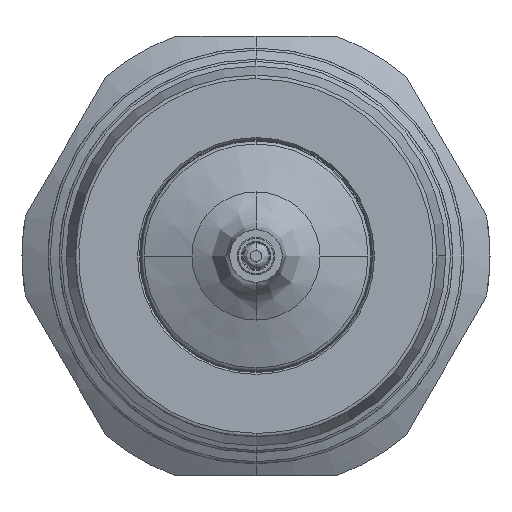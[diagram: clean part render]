
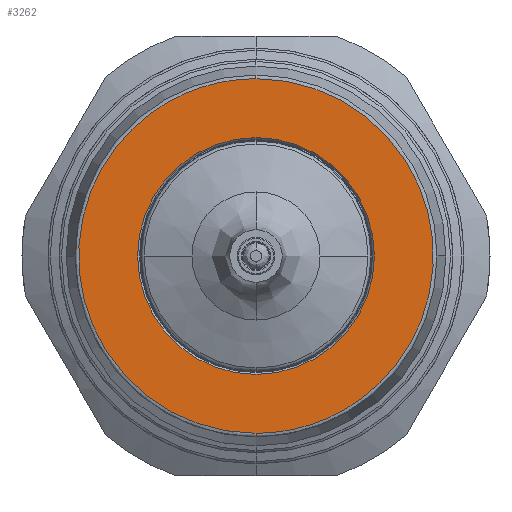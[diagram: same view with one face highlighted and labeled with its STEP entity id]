
A CAD part, left-side view. The second image highlights one B-rep face of the part: STEP entity #3262.
In plain terms, the highlighted planar face has unit normal (-1, 0, 0).
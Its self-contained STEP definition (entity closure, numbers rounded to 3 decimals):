
#204 = CARTESIAN_POINT ( 'NONE',  ( -54., 0., 0. ) ) ;
#205 = DIRECTION ( 'NONE',  ( -1., 0., 0. ) ) ;
#206 = DIRECTION ( 'NONE',  ( 0., -1., 0. ) ) ;
#258 = CARTESIAN_POINT ( 'NONE',  ( -54., 0., -18.568 ) ) ;
#259 = CARTESIAN_POINT ( 'NONE',  ( -54., 37.137, -18.568 ) ) ;
#260 = CARTESIAN_POINT ( 'NONE',  ( -54., 37.137, 18.568 ) ) ;
#261 = CARTESIAN_POINT ( 'NONE',  ( -54., 0., 18.568 ) ) ;
#265 = CARTESIAN_POINT ( 'NONE',  ( -54., 0., 0. ) ) ;
#266 = DIRECTION ( 'NONE',  ( -1., 0., 0. ) ) ;
#267 = DIRECTION ( 'NONE',  ( 0., -1., 0. ) ) ;
#545 = CARTESIAN_POINT ( 'NONE',  ( -54., 12.4, 0. ) ) ;
#546 = CARTESIAN_POINT ( 'NONE',  ( -54., -12.4, 0. ) ) ;
#556 = CARTESIAN_POINT ( 'NONE',  ( -54., 0., 18.568 ) ) ;
#558 = CARTESIAN_POINT ( 'NONE',  ( -54., 0., -18.568 ) ) ;
#843 = FACE_BOUND ( 'NONE', #2557, .T. ) ;
#844 = FACE_OUTER_BOUND ( 'NONE', #2559, .T. ) ;
#1366 = CARTESIAN_POINT ( 'NONE',  ( -54., 0., 18.568 ) ) ;
#1367 = CARTESIAN_POINT ( 'NONE',  ( -54., -37.137, 18.568 ) ) ;
#1368 = CARTESIAN_POINT ( 'NONE',  ( -54., -37.137, -18.568 ) ) ;
#1369 = CARTESIAN_POINT ( 'NONE',  ( -54., 0., -18.568 ) ) ;
#1902 = VERTEX_POINT ( 'NONE', #545 ) ;
#1903 = VERTEX_POINT ( 'NONE', #546 ) ;
#1913 = VERTEX_POINT ( 'NONE', #556 ) ;
#1915 = VERTEX_POINT ( 'NONE', #558 ) ;
#2123 = PLANE ( 'NONE',  #2840 ) ;
#2124 = CARTESIAN_POINT ( 'NONE',  ( -54., 12.4, 0. ) ) ;
#2125 = DIRECTION ( 'NONE',  ( 1., 0., 0. ) ) ;
#2126 = DIRECTION ( 'NONE',  ( 0., 0., -1. ) ) ;
#2318 = ORIENTED_EDGE ( 'NONE', *, *, #3302, .F. ) ;
#2320 = ORIENTED_EDGE ( 'NONE', *, *, #3281, .F. ) ;
#2322 = ORIENTED_EDGE ( 'NONE', *, *, #3300, .F. ) ;
#2323 = ORIENTED_EDGE ( 'NONE', *, *, #3369, .F. ) ;
#2557 = EDGE_LOOP ( 'NONE', ( #2318, #2320 ) ) ;
#2559 = EDGE_LOOP ( 'NONE', ( #2322, #2323 ) ) ;
#2840 = AXIS2_PLACEMENT_3D ( 'NONE', #2124, #2125, #2126 ) ;
#2882 = AXIS2_PLACEMENT_3D ( 'NONE', #204, #205, #206 ) ;
#2895 = AXIS2_PLACEMENT_3D ( 'NONE', #265, #266, #267 ) ;
#2991 =( BOUNDED_CURVE ( )  B_SPLINE_CURVE ( 3, ( #258, #259, #260, #261 ),
 .UNSPECIFIED., .F., .T. ) 
 B_SPLINE_CURVE_WITH_KNOTS ( ( 4, 4 ),
 ( 0., 1. ),
 .UNSPECIFIED. ) 
 CURVE ( )  GEOMETRIC_REPRESENTATION_ITEM ( )  RATIONAL_B_SPLINE_CURVE ( ( 1., 0.333, 0.333, 1. ) ) 
 REPRESENTATION_ITEM ( '' )  );
#2994 =( BOUNDED_CURVE ( )  B_SPLINE_CURVE ( 3, ( #1366, #1367, #1368, #1369 ),
 .UNSPECIFIED., .F., .T. ) 
 B_SPLINE_CURVE_WITH_KNOTS ( ( 4, 4 ),
 ( 0., 1. ),
 .UNSPECIFIED. ) 
 CURVE ( )  GEOMETRIC_REPRESENTATION_ITEM ( )  RATIONAL_B_SPLINE_CURVE ( ( 1., 0.333, 0.333, 1. ) ) 
 REPRESENTATION_ITEM ( '' )  );
#3262 = ADVANCED_FACE ( 'NONE', ( #843, #844 ), #2123, .F. ) ;
#3281 = EDGE_CURVE ( 'NONE', #1902, #1903, #3631, .T. ) ;
#3300 = EDGE_CURVE ( 'NONE', #1915, #1913, #2991, .T. ) ;
#3302 = EDGE_CURVE ( 'NONE', #1903, #1902, #3655, .T. ) ;
#3369 = EDGE_CURVE ( 'NONE', #1913, #1915, #2994, .T. ) ;
#3631 = CIRCLE ( 'NONE', #2882, 12.4 ) ;
#3655 = CIRCLE ( 'NONE', #2895, 12.4 ) ;
